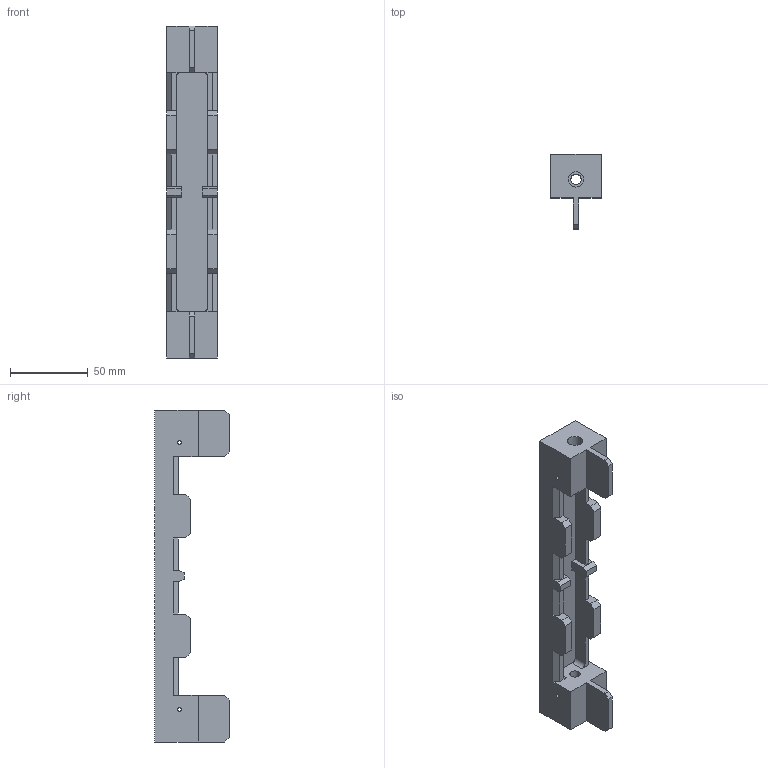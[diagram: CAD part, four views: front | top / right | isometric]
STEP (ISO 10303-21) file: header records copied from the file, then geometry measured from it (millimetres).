
FILE_DESCRIPTION (( 'STEP AP203' ), '1' );
FILE_NAME ('GABARIT PAUMELLE.STEP', '2018-07-26T13:08:03', ( '' ), ( '' ), 'SwSTEP 2.0', 'SolidWorks 2016', '' );
FILE_SCHEMA (( 'CONFIG_CONTROL_DESIGN' ));
Length unit declared in the file: millimetre
Products named in the file (1): GABARIT PAUMELLE
Bounding box: 32.5 x 48 x 214 mm (x, y, z)
Volume: 107486.1 mm3; surface area: 34163.3 mm2
Topology: 1 solids, 1 shells, 96 faces, 280 edges, 184 vertices
Faces by surface type: plane 76, cylinder 20
Entity records: 3377 total; most frequent: CARTESIAN_POINT 721, ORIENTED_EDGE 560, DIRECTION 498, EDGE_CURVE 280, VECTOR 240, LINE 240, VERTEX_POINT 184, AXIS2_PLACEMENT_3D 129
